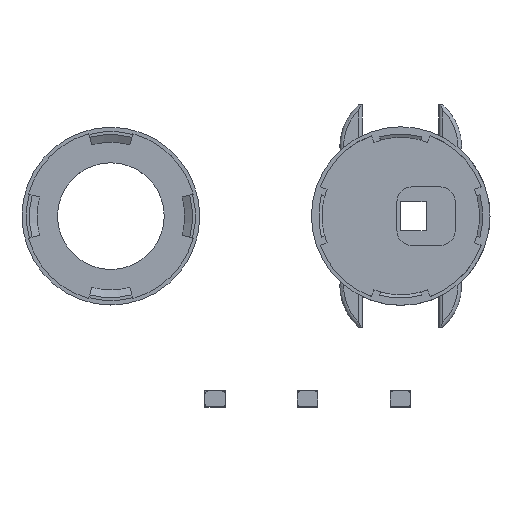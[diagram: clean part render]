
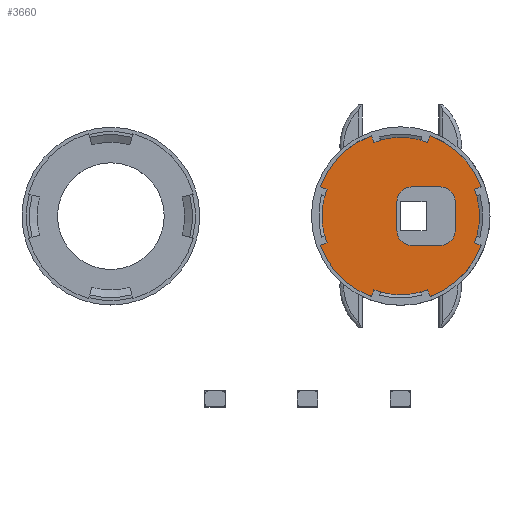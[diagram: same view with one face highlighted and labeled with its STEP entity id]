
A CAD part, top view. The second image highlights one B-rep face of the part: STEP entity #3660.
In plain terms, the highlighted planar face has unit normal (0, 0, 1).
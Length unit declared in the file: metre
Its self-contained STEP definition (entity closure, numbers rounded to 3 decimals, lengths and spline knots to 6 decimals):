
#247=CIRCLE('',#4018,0.0235);
#291=CIRCLE('',#4070,0.004);
#292=CIRCLE('',#4071,0.004);
#293=CIRCLE('',#4072,0.004);
#294=CIRCLE('',#4073,0.004);
#1118=ORIENTED_EDGE('',*,*,#1863,.F.);
#1119=ORIENTED_EDGE('',*,*,#1864,.T.);
#1120=ORIENTED_EDGE('',*,*,#1865,.T.);
#1121=ORIENTED_EDGE('',*,*,#1866,.T.);
#1122=ORIENTED_EDGE('',*,*,#1867,.T.);
#1123=ORIENTED_EDGE('',*,*,#1868,.T.);
#1124=ORIENTED_EDGE('',*,*,#1869,.F.);
#1125=ORIENTED_EDGE('',*,*,#1870,.T.);
#1126=ORIENTED_EDGE('',*,*,#1739,.F.);
#1739=EDGE_CURVE('',#2164,#2164,#247,.T.);
#1863=EDGE_CURVE('',#2280,#2281,#2566,.T.);
#1864=EDGE_CURVE('',#2280,#2282,#291,.T.);
#1865=EDGE_CURVE('',#2282,#2283,#2567,.T.);
#1866=EDGE_CURVE('',#2283,#2284,#292,.T.);
#1867=EDGE_CURVE('',#2284,#2285,#2568,.T.);
#1868=EDGE_CURVE('',#2285,#2286,#293,.T.);
#1869=EDGE_CURVE('',#2287,#2286,#2569,.T.);
#1870=EDGE_CURVE('',#2287,#2281,#294,.T.);
#2164=VERTEX_POINT('',#5962);
#2280=VERTEX_POINT('',#6306);
#2281=VERTEX_POINT('',#6307);
#2282=VERTEX_POINT('',#6309);
#2283=VERTEX_POINT('',#6311);
#2284=VERTEX_POINT('',#6313);
#2285=VERTEX_POINT('',#6315);
#2286=VERTEX_POINT('',#6317);
#2287=VERTEX_POINT('',#6319);
#2566=LINE('',#6305,#2900);
#2567=LINE('',#6310,#2901);
#2568=LINE('',#6314,#2902);
#2569=LINE('',#6318,#2903);
#2900=VECTOR('',#4973,1.);
#2901=VECTOR('',#4976,1.);
#2902=VECTOR('',#4979,1.);
#2903=VECTOR('',#4982,1.);
#3130=EDGE_LOOP('',(#1118,#1119,#1120,#1121,#1122,#1123,#1124,#1125));
#3131=EDGE_LOOP('',(#1126));
#3353=FACE_BOUND('',#3130,.T.);
#3354=FACE_BOUND('',#3131,.T.);
#3490=PLANE('',#4069);
#3660=ADVANCED_FACE('',(#3353,#3354),#3490,.F.);
#4018=AXIS2_PLACEMENT_3D('',#5961,#4813,#4814);
#4069=AXIS2_PLACEMENT_3D('',#6304,#4971,#4972);
#4070=AXIS2_PLACEMENT_3D('',#6308,#4974,#4975);
#4071=AXIS2_PLACEMENT_3D('',#6312,#4977,#4978);
#4072=AXIS2_PLACEMENT_3D('',#6316,#4980,#4981);
#4073=AXIS2_PLACEMENT_3D('',#6320,#4983,#4984);
#4813=DIRECTION('',(0.,0.,-1.));
#4814=DIRECTION('',(-1.,0.,0.));
#4971=DIRECTION('',(0.,0.,-1.));
#4972=DIRECTION('',(-1.,0.,0.));
#4973=DIRECTION('',(-1.,0.,0.));
#4974=DIRECTION('',(0.,0.,-1.));
#4975=DIRECTION('',(-1.,0.,0.));
#4976=DIRECTION('',(0.,-1.,0.));
#4977=DIRECTION('',(0.,0.,-1.));
#4978=DIRECTION('',(-1.,0.,0.));
#4979=DIRECTION('',(-1.,0.,0.));
#4980=DIRECTION('',(0.,0.,-1.));
#4981=DIRECTION('',(-1.,0.,0.));
#4982=DIRECTION('',(0.,-1.,0.));
#4983=DIRECTION('',(0.,0.,-1.));
#4984=DIRECTION('',(-1.,0.,0.));
#5961=CARTESIAN_POINT('',(0.,0.,0.001));
#5962=CARTESIAN_POINT('',(-0.0235,0.,0.001));
#6304=CARTESIAN_POINT('',(0.,0.01175,0.001));
#6305=CARTESIAN_POINT('',(0.006958,0.008,0.001));
#6306=CARTESIAN_POINT('',(0.010953,0.008,0.001));
#6307=CARTESIAN_POINT('',(0.002963,0.008,0.001));
#6308=CARTESIAN_POINT('',(0.010953,0.004,0.001));
#6309=CARTESIAN_POINT('',(0.014953,0.004,0.001));
#6310=CARTESIAN_POINT('',(0.014953,-0.004,0.001));
#6311=CARTESIAN_POINT('',(0.014953,-0.004,0.001));
#6312=CARTESIAN_POINT('',(0.010953,-0.004,0.001));
#6313=CARTESIAN_POINT('',(0.010953,-0.008,0.001));
#6314=CARTESIAN_POINT('',(0.006958,-0.008,0.001));
#6315=CARTESIAN_POINT('',(0.002963,-0.008,0.001));
#6316=CARTESIAN_POINT('',(0.002963,-0.004,0.001));
#6317=CARTESIAN_POINT('',(-0.001037,-0.004,0.001));
#6318=CARTESIAN_POINT('',(-0.001037,0.004,0.001));
#6319=CARTESIAN_POINT('',(-0.001037,0.004,0.001));
#6320=CARTESIAN_POINT('',(0.002963,0.004,0.001));
